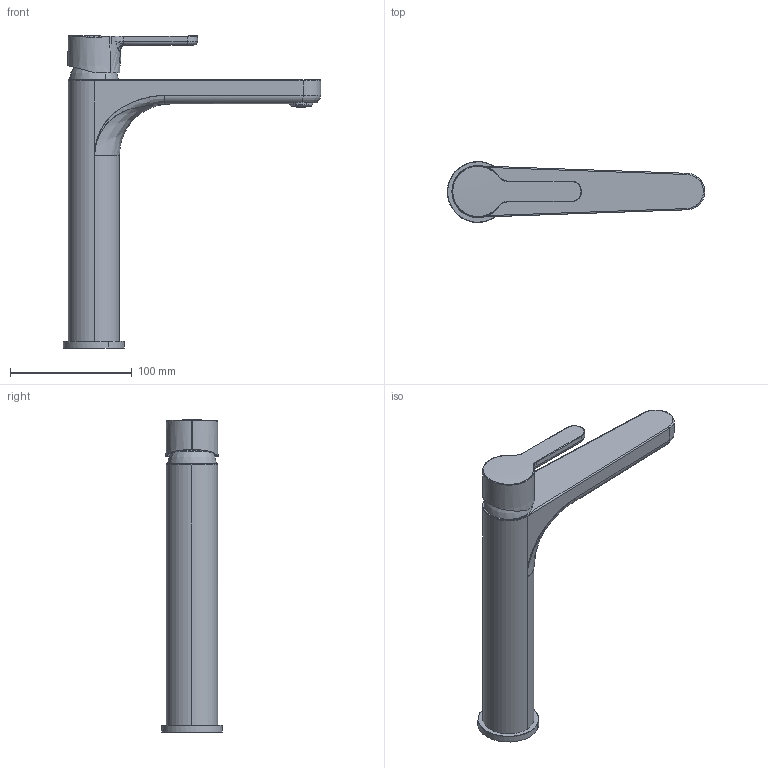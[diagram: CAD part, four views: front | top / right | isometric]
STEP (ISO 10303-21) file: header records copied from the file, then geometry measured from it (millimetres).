
FILE_DESCRIPTION(('CATIA V5 STEP Exchange','CAx-IF Rec.Pracs.--- Model Styling and Organization---1.5--- 2016-08-15','CAx-IF Rec.Pracs.---Supplemental Geometry---1.0---2011-11-01','CAx-IF Rec.Pracs.--- Composite Materials ---3.4---2017-06-13','CAx-IF Rec.Pracs.---Tessellated 3D Geometry---1.0---2015-12-17'),'2;1');
FILE_NAME('H2I03540.stp','2022-12-14T13:26:40+00:00',('none'),('none'),'CATIA Version 5-6 Release 2020 SP2','CATIA V5 STEP AP242 v2','none');
FILE_SCHEMA(('AP242_MANAGED_MODEL_BASED_3D_ENGINEERING_MIM_LF {1 0 10303 442 1 1 4}'));
Length unit declared in the file: millimetre
Products named in the file (1): Product3
Bounding box: 210.97 x 49.99 x 255.99 mm (x, y, z)
Surface area: 58579.4 mm2 (no closed solid volume)
Topology: 0 solids, 601 shells, 601 faces, 3354 edges, 3343 vertices
Faces by surface type: plane 499, cylinder 47, bspline 31, revolution 24
Entity records: 39469 total; most frequent: CARTESIAN_POINT 15287, DIRECTION 3478, EDGE_CURVE 3343, ORIENTED_EDGE 3343, VERTEX_POINT 3343, VECTOR 2108, LINE 2108, B_SPLINE_CURVE_WITH_KNOTS 1005
